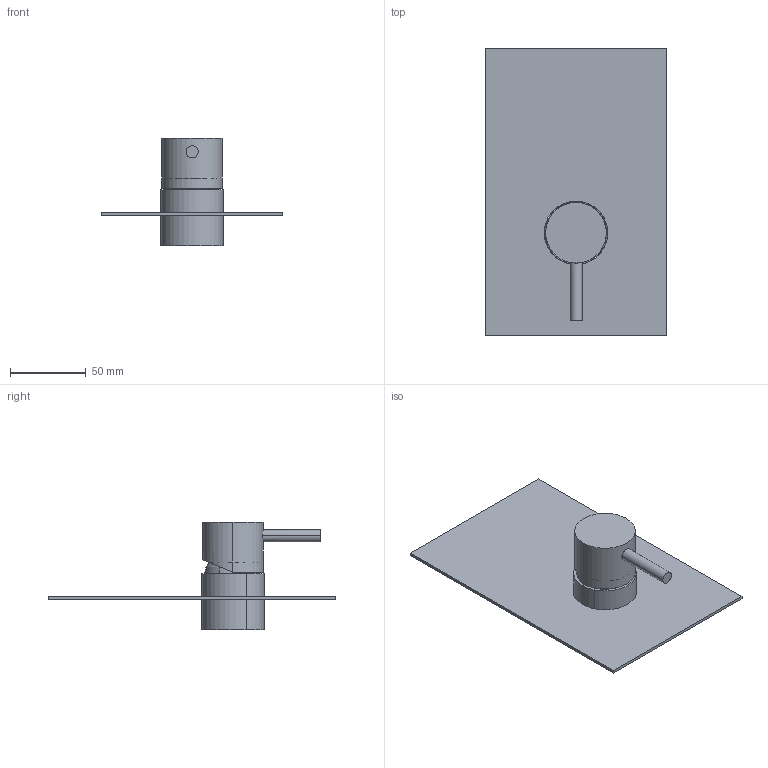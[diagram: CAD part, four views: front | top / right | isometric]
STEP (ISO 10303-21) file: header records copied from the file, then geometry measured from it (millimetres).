
FILE_DESCRIPTION (( 'STEP AP214' ), '1' );
FILE_NAME ('9189.STEP', '2024-02-08T14:19:16', ( '' ), ( '' ), 'SwSTEP 2.0', 'SolidWorks 2018', '' );
FILE_SCHEMA (( 'AUTOMOTIVE_DESIGN' ));
Length unit declared in the file: millimetre
Products named in the file (5): 9189; leva minimalista; contenitore cart. diam.35; 534; cappuccio minimalista
Assembly tree (4 placements, depth 2):
  9189
    534
    contenitore cart. diam.35
    cappuccio minimalista
    leva minimalista
Bounding box: 120 x 190 x 71 mm (x, y, z)
Volume: 136397.1 mm3; surface area: 62449.1 mm2
Topology: 4 solids, 4 shells, 28 faces, 53 edges, 34 vertices
Faces by surface type: plane 15, cylinder 11, bspline 2
Entity records: 984 total; most frequent: CARTESIAN_POINT 223, DIRECTION 133, ORIENTED_EDGE 106, AXIS2_PLACEMENT_3D 54, EDGE_CURVE 53, VERTEX_POINT 34, EDGE_LOOP 31, ADVANCED_FACE 28
